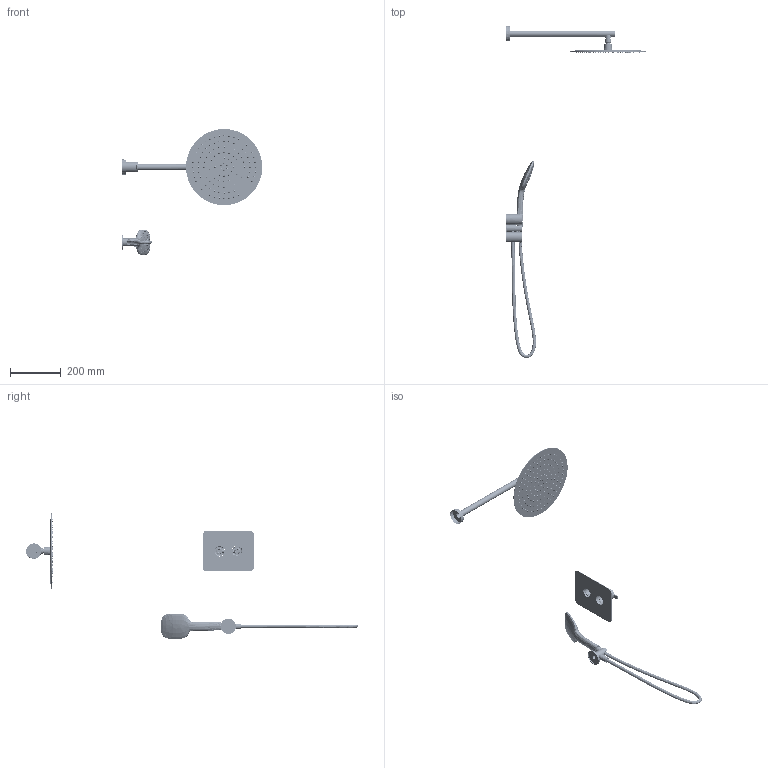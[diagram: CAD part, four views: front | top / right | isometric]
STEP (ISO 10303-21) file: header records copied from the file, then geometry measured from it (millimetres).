
FILE_DESCRIPTION (( 'STEP AP203' ), '1' );
FILE_NAME ('94DP11170.STEP', '2025-01-02T12:53:40', ( '' ), ( '' ), 'SwSTEP 2.0', 'SolidWorks 2021', '' );
FILE_SCHEMA (( 'CONFIG_CONTROL_DESIGN' ));
Products named in the file (1): 94DP11170
Bounding box: 552.72 x 1304.84 x 495.73 mm (x, y, z)
Surface area: 759139.8 mm2 (no closed solid volume)
Topology: 0 solids, 28 shells, 5635 faces, 14633 edges, 9730 vertices
Faces by surface type: bspline 2718, plane 1220, cylinder 1097, cone 554, torus 42, sphere 4
Full cylindrical faces by diameter (mm): 1.2 x132, 1.7 x2, 2 x1, 3.1 x52, 3.3 x2, 3.6 x50, 4 x265, 4.15 x1, 4.4 x50, 4.5 x1, 4.65 x1, 5.8 x132, 6.2 x2, 7 x1, 10.2 x1, 10.5 x2, 12.45 x1, 12.5 x1, 13.4 x2, 14 x3, 15 x3, 16.45 x1, 17 x1, 18 x2, 18.1 x3, 18.5 x2, 18.6 x4, 18.632 x2, 19 x1, 19.1 x4
Entity records: 439348 total; most frequent: CARTESIAN_POINT 336536, ORIENTED_EDGE 23420, DIRECTION 12867, EDGE_CURVE 11712, EDGE_LOOP 9107, VERTEX_POINT 8837, FACE_OUTER_BOUND 7129, B_SPLINE_CURVE_WITH_KNOTS 6672
